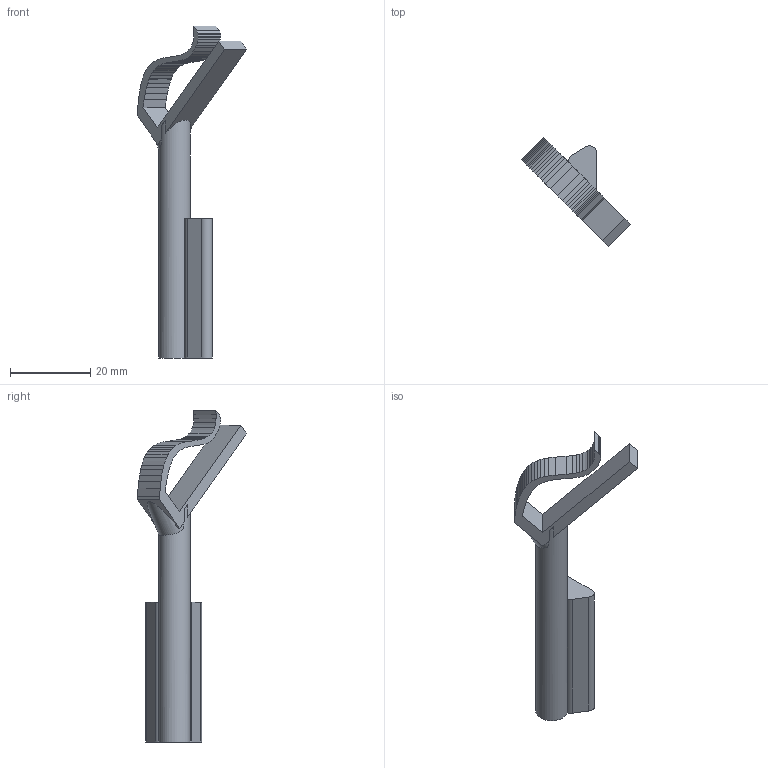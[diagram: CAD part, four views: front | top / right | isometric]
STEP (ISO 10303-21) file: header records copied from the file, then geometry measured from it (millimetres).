
FILE_DESCRIPTION(('FreeCAD Model'),'2;1');
FILE_NAME('mobile_holder.step','2016-09-30T11:33:51',('Author'),(''), 'Open CASCADE STEP processor 6.8','FreeCAD','Unknown');
FILE_SCHEMA(('AUTOMOTIVE_DESIGN_CC2 { 1 2 10303 214 -1 1 5 4 }'));
Length unit declared in the file: millimetre
Products named in the file (2): ASSEMBLY; Mobile_holder_accessory
Assembly tree (1 placements, depth 2):
  ASSEMBLY
    Mobile_holder_accessory
Bounding box: 27.29 x 27.29 x 82.81 mm (x, y, z)
Volume: 6727.6 mm3; surface area: 3838.9 mm2
Topology: 1 solids, 1 shells, 95 faces, 282 edges, 189 vertices
Faces by surface type: bspline 91, cylinder 2, plane 2
Entity records: 13040 total; most frequent: CARTESIAN_POINT 9284, B_SPLINE_CURVE_WITH_KNOTS 817, ORIENTED_EDGE 564, PCURVE 564, DEFINITIONAL_REPRESENTATION 564, EDGE_CURVE 282, SURFACE_CURVE 281, VERTEX_POINT 189
